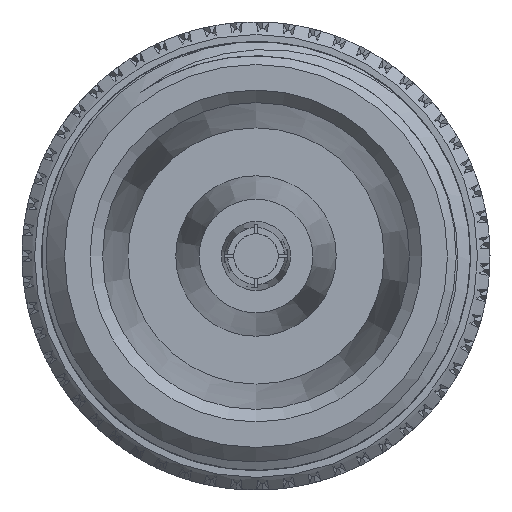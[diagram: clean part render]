
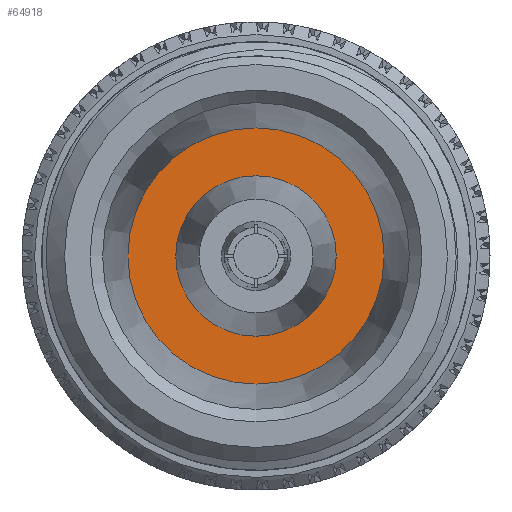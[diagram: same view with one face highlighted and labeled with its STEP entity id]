
A CAD part, left-side view. The second image highlights one B-rep face of the part: STEP entity #64918.
In plain terms, the highlighted planar face has unit normal (-1, 0, 0).
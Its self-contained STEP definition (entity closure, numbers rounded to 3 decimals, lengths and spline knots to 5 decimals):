
#4288 = EDGE_CURVE ( 'NONE', #63536, #63536, #18914, .T. ) ;
#7365 = DIRECTION ( 'NONE',  ( 0., 0., 1. ) ) ;
#13989 = CARTESIAN_POINT ( 'NONE',  ( 0.49479, 0., 0.20529 ) ) ;
#18914 = CIRCLE ( 'NONE', #57217, 0.1286 ) ;
#22541 = EDGE_LOOP ( 'NONE', ( #80221 ) ) ;
#23423 = FACE_BOUND ( 'NONE', #52224, .T. ) ;
#29010 = VERTEX_POINT ( 'NONE', #13989 ) ;
#30503 = CIRCLE ( 'NONE', #91160, 0.20529 ) ;
#38933 = CARTESIAN_POINT ( 'NONE',  ( 0.49479, 0.20529, 0. ) ) ;
#41079 = CARTESIAN_POINT ( 'NONE',  ( 0.49479, 0., 0.1286 ) ) ;
#48976 = DIRECTION ( 'NONE',  ( -1., 0., 0. ) ) ;
#49041 = AXIS2_PLACEMENT_3D ( 'NONE', #38933, #83858, #85341 ) ;
#52224 = EDGE_LOOP ( 'NONE', ( #85589 ) ) ;
#53877 = DIRECTION ( 'NONE',  ( -1., 0., 0. ) ) ;
#57217 = AXIS2_PLACEMENT_3D ( 'NONE', #75851, #53877, #7365 ) ;
#61881 = FACE_OUTER_BOUND ( 'NONE', #22541, .T. ) ;
#63536 = VERTEX_POINT ( 'NONE', #41079 ) ;
#64918 = ADVANCED_FACE ( 'NONE', ( #23423, #61881 ), #69379, .F. ) ;
#69379 = PLANE ( 'NONE',  #49041 ) ;
#75851 = CARTESIAN_POINT ( 'NONE',  ( 0.49479, 0., 0. ) ) ;
#80221 = ORIENTED_EDGE ( 'NONE', *, *, #82371, .T. ) ;
#82371 = EDGE_CURVE ( 'NONE', #29010, #29010, #30503, .T. ) ;
#83858 = DIRECTION ( 'NONE',  ( 1., 0., 0. ) ) ;
#85341 = DIRECTION ( 'NONE',  ( 0., 0., -1. ) ) ;
#85589 = ORIENTED_EDGE ( 'NONE', *, *, #4288, .F. ) ;
#86437 = CARTESIAN_POINT ( 'NONE',  ( 0.49479, 0., 0. ) ) ;
#87911 = DIRECTION ( 'NONE',  ( 0., 0., 1. ) ) ;
#91160 = AXIS2_PLACEMENT_3D ( 'NONE', #86437, #48976, #87911 ) ;
